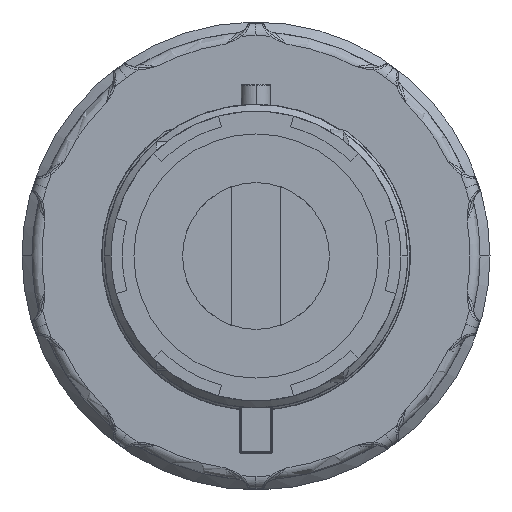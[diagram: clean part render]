
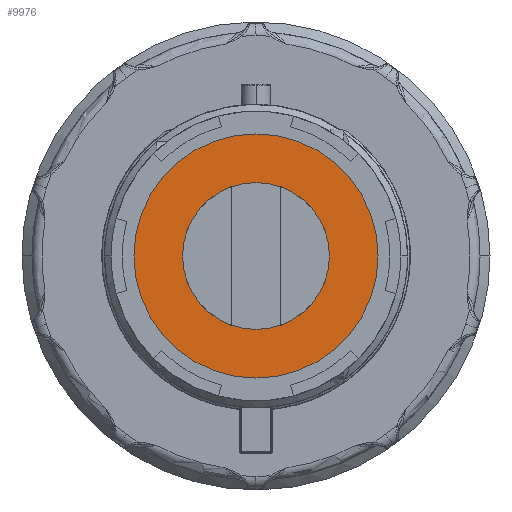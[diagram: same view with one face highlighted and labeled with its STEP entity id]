
A CAD part, front view. The second image highlights one B-rep face of the part: STEP entity #9976.
In plain terms, the highlighted planar face has unit normal (0, -1, 0).
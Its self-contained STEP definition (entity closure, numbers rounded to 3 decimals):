
#1201 = CARTESIAN_POINT ( 'NONE',  ( 0., -195.73, 0. ) ) ;
#1865 = DIRECTION ( 'NONE',  ( 0., -1., 0. ) ) ;
#2319 = FACE_BOUND ( 'NONE', #11791, .T. ) ;
#2781 = AXIS2_PLACEMENT_3D ( 'NONE', #18914, #1865, #33934 ) ;
#3227 = DIRECTION ( 'NONE',  ( 0., -1., 0. ) ) ;
#3905 = CIRCLE ( 'NONE', #27548, 14.75 ) ;
#5561 = EDGE_CURVE ( 'NONE', #21567, #5849, #3905, .T. ) ;
#5849 = VERTEX_POINT ( 'NONE', #36286 ) ;
#6257 = CARTESIAN_POINT ( 'NONE',  ( 0., -195.73, 0. ) ) ;
#9976 = ADVANCED_FACE ( 'NONE', ( #2319, #22234 ), #33843, .F. ) ;
#10115 = CIRCLE ( 'NONE', #32557, 14.75 ) ;
#10471 = DIRECTION ( 'NONE',  ( 0., -1., 0. ) ) ;
#10506 = DIRECTION ( 'NONE',  ( 1., 0., 0. ) ) ;
#11240 = CIRCLE ( 'NONE', #2781, 24.52 ) ;
#11791 = EDGE_LOOP ( 'NONE', ( #34699, #31877 ) ) ;
#12454 = ORIENTED_EDGE ( 'NONE', *, *, #25865, .T. ) ;
#13899 = DIRECTION ( 'NONE',  ( 0., -1., 0. ) ) ;
#17261 = DIRECTION ( 'NONE',  ( -1., 0., 0. ) ) ;
#17738 = VERTEX_POINT ( 'NONE', #28592 ) ;
#18872 = EDGE_CURVE ( 'NONE', #17738, #37513, #11240, .T. ) ;
#18914 = CARTESIAN_POINT ( 'NONE',  ( 0., -195.73, 0. ) ) ;
#19231 = CARTESIAN_POINT ( 'NONE',  ( 0., -195.73, 0. ) ) ;
#19383 = CARTESIAN_POINT ( 'NONE',  ( 0., -195.73, -11.972 ) ) ;
#20325 = CARTESIAN_POINT ( 'NONE',  ( -14.75, -195.73, 0. ) ) ;
#21149 = ORIENTED_EDGE ( 'NONE', *, *, #18872, .T. ) ;
#21567 = VERTEX_POINT ( 'NONE', #20325 ) ;
#22234 = FACE_OUTER_BOUND ( 'NONE', #34205, .T. ) ;
#25865 = EDGE_CURVE ( 'NONE', #37513, #17738, #26551, .T. ) ;
#26551 = CIRCLE ( 'NONE', #30797, 24.52 ) ;
#27548 = AXIS2_PLACEMENT_3D ( 'NONE', #19231, #13899, #10506 ) ;
#27564 = DIRECTION ( 'NONE',  ( 1., 0., 0. ) ) ;
#28592 = CARTESIAN_POINT ( 'NONE',  ( 24.52, -195.73, 0. ) ) ;
#30797 = AXIS2_PLACEMENT_3D ( 'NONE', #6257, #3227, #17261 ) ;
#30993 = DIRECTION ( 'NONE',  ( 0., 1., 0. ) ) ;
#31877 = ORIENTED_EDGE ( 'NONE', *, *, #5561, .F. ) ;
#32557 = AXIS2_PLACEMENT_3D ( 'NONE', #1201, #10471, #27564 ) ;
#32950 = AXIS2_PLACEMENT_3D ( 'NONE', #19383, #30993, #37428 ) ;
#33843 = PLANE ( 'NONE',  #32950 ) ;
#33934 = DIRECTION ( 'NONE',  ( -1., 0., 0. ) ) ;
#34106 = EDGE_CURVE ( 'NONE', #5849, #21567, #10115, .T. ) ;
#34205 = EDGE_LOOP ( 'NONE', ( #21149, #12454 ) ) ;
#34699 = ORIENTED_EDGE ( 'NONE', *, *, #34106, .F. ) ;
#35445 = CARTESIAN_POINT ( 'NONE',  ( -24.52, -195.73, 0. ) ) ;
#36286 = CARTESIAN_POINT ( 'NONE',  ( 14.75, -195.73, 0. ) ) ;
#37428 = DIRECTION ( 'NONE',  ( 1., 0., 0. ) ) ;
#37513 = VERTEX_POINT ( 'NONE', #35445 ) ;
